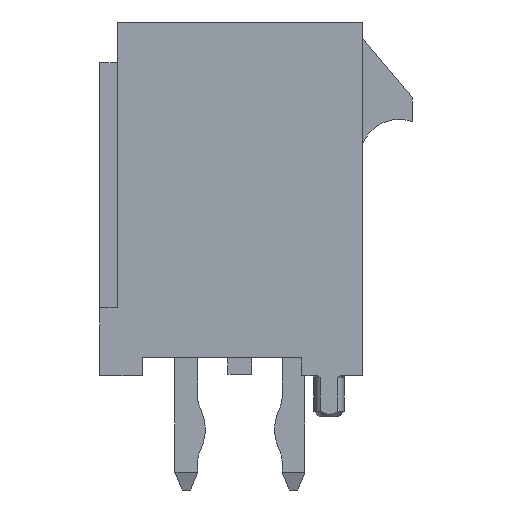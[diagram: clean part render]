
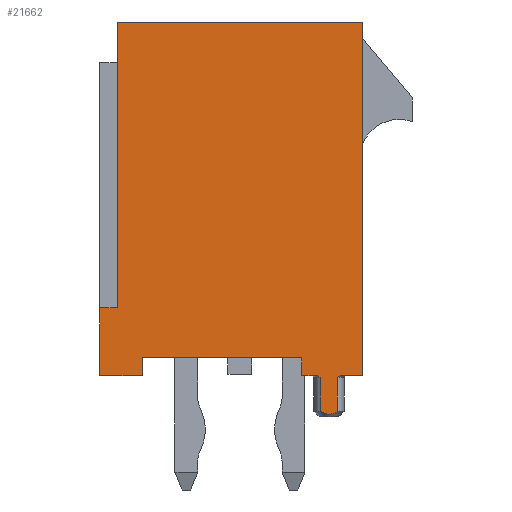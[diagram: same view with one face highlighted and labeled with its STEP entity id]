
A CAD part, left-side view. The second image highlights one B-rep face of the part: STEP entity #21662.
In plain terms, the highlighted face is planar.
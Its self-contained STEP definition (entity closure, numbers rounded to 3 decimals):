
#153=B_SPLINE_CURVE_WITH_KNOTS('',3,(#28243,#28244,#28245,#28246),
 .UNSPECIFIED.,.F.,.F.,(4,4),(0.,0.),
 .UNSPECIFIED.);
#157=B_SPLINE_CURVE_WITH_KNOTS('',3,(#28272,#28273,#28274,#28275),
 .UNSPECIFIED.,.F.,.F.,(4,4),(0.,0.),.UNSPECIFIED.);
#160=B_SPLINE_CURVE_WITH_KNOTS('',3,(#28296,#28297,#28298,#28299),
 .UNSPECIFIED.,.F.,.F.,(4,4),(0.,1.),.UNSPECIFIED.);
#1746=ORIENTED_EDGE('',*,*,#5287,.F.);
#1747=ORIENTED_EDGE('',*,*,#5282,.T.);
#1748=ORIENTED_EDGE('',*,*,#5285,.T.);
#1749=ORIENTED_EDGE('',*,*,#5275,.T.);
#1750=ORIENTED_EDGE('',*,*,#5931,.T.);
#1751=ORIENTED_EDGE('',*,*,#5929,.T.);
#1752=ORIENTED_EDGE('',*,*,#5932,.T.);
#1753=ORIENTED_EDGE('',*,*,#5933,.T.);
#1754=ORIENTED_EDGE('',*,*,#5296,.F.);
#1755=ORIENTED_EDGE('',*,*,#5291,.T.);
#1756=ORIENTED_EDGE('',*,*,#5934,.T.);
#1757=ORIENTED_EDGE('',*,*,#5909,.F.);
#1758=ORIENTED_EDGE('',*,*,#5935,.T.);
#1759=ORIENTED_EDGE('',*,*,#5370,.F.);
#1760=ORIENTED_EDGE('',*,*,#5936,.T.);
#1761=ORIENTED_EDGE('',*,*,#5267,.T.);
#5267=EDGE_CURVE('',#7516,#7517,#153,.T.);
#5275=EDGE_CURVE('',#7523,#7524,#157,.T.);
#5282=EDGE_CURVE('',#7530,#7529,#160,.T.);
#5285=EDGE_CURVE('',#7529,#7523,#9035,.T.);
#5287=EDGE_CURVE('',#7530,#7517,#9037,.T.);
#5291=EDGE_CURVE('',#7532,#7534,#9041,.T.);
#5296=EDGE_CURVE('',#7532,#7537,#9046,.T.);
#5370=EDGE_CURVE('',#7595,#7593,#9120,.T.);
#5909=EDGE_CURVE('',#7971,#7970,#9642,.T.);
#5929=EDGE_CURVE('',#7987,#7986,#9662,.T.);
#5931=EDGE_CURVE('',#7524,#7987,#9664,.T.);
#5932=EDGE_CURVE('',#7986,#7988,#9665,.T.);
#5933=EDGE_CURVE('',#7988,#7537,#9666,.T.);
#5934=EDGE_CURVE('',#7534,#7970,#9667,.T.);
#5935=EDGE_CURVE('',#7971,#7593,#9668,.T.);
#5936=EDGE_CURVE('',#7595,#7516,#9669,.T.);
#7516=VERTEX_POINT('',#28247);
#7517=VERTEX_POINT('',#28248);
#7523=VERTEX_POINT('',#28276);
#7524=VERTEX_POINT('',#28277);
#7529=VERTEX_POINT('',#28295);
#7530=VERTEX_POINT('',#28300);
#7532=VERTEX_POINT('',#28313);
#7534=VERTEX_POINT('',#28317);
#7537=VERTEX_POINT('',#28327);
#7593=VERTEX_POINT('',#28476);
#7595=VERTEX_POINT('',#28480);
#7970=VERTEX_POINT('',#29558);
#7971=VERTEX_POINT('',#29563);
#7986=VERTEX_POINT('',#29604);
#7987=VERTEX_POINT('',#29606);
#7988=VERTEX_POINT('',#29611);
#9035=LINE('',#28305,#11234);
#9037=LINE('',#28309,#11236);
#9041=LINE('',#28318,#11240);
#9046=LINE('',#28328,#11245);
#9120=LINE('',#28481,#11319);
#9642=LINE('',#29564,#11841);
#9662=LINE('',#29605,#11861);
#9664=LINE('',#29609,#11863);
#9665=LINE('',#29610,#11864);
#9666=LINE('',#29612,#11865);
#9667=LINE('',#29613,#11866);
#9668=LINE('',#29614,#11867);
#9669=LINE('',#29615,#11868);
#11234=VECTOR('',#23856,1000.);
#11236=VECTOR('',#23862,1000.);
#11240=VECTOR('',#23868,1000.);
#11245=VECTOR('',#23877,1000.);
#11319=VECTOR('',#23993,1000.);
#11841=VECTOR('',#24821,1000.);
#11861=VECTOR('',#24853,1000.);
#11863=VECTOR('',#24857,1000.);
#11864=VECTOR('',#24858,1000.);
#11865=VECTOR('',#24859,1000.);
#11866=VECTOR('',#24860,1000.);
#11867=VECTOR('',#24861,1000.);
#11868=VECTOR('',#24862,1000.);
#13226=EDGE_LOOP('',(#1746,#1747,#1748,#1749,#1750,#1751,#1752,#1753,#1754,
#1755,#1756,#1757,#1758,#1759,#1760,#1761));
#14109=FACE_BOUND('',#13226,.T.);
#14960=PLANE('',#22527);
#21662=ADVANCED_FACE('',(#14109),#14960,.T.);
#22527=AXIS2_PLACEMENT_3D('',#29608,#24855,#24856);
#23856=DIRECTION('',(0.,0.,1.));
#23862=DIRECTION('',(0.,0.,1.));
#23868=DIRECTION('',(0.,0.,-1.));
#23877=DIRECTION('',(-1.,0.,0.));
#23993=DIRECTION('',(0.,0.,1.));
#24821=DIRECTION('',(0.,0.,-1.));
#24853=DIRECTION('',(0.,0.,1.));
#24855=DIRECTION('',(0.,1.,0.));
#24856=DIRECTION('',(0.,0.,1.));
#24857=DIRECTION('',(-1.,0.,0.));
#24858=DIRECTION('',(1.,0.,0.));
#24859=DIRECTION('',(0.,0.,-1.));
#24860=DIRECTION('',(-1.,0.,0.));
#24861=DIRECTION('',(-1.,0.,0.));
#24862=DIRECTION('',(-1.,0.,0.));
#28243=CARTESIAN_POINT('',(-2.169,15.35,-4.95));
#28244=CARTESIAN_POINT('',(-2.195,15.35,-4.968));
#28245=CARTESIAN_POINT('',(-2.222,15.35,-4.984));
#28246=CARTESIAN_POINT('',(-2.249,15.35,-5.));
#28247=CARTESIAN_POINT('',(-2.169,15.35,-4.95));
#28248=CARTESIAN_POINT('',(-2.249,15.35,-5.));
#28272=CARTESIAN_POINT('',(-2.731,15.35,-5.));
#28273=CARTESIAN_POINT('',(-2.758,15.35,-4.984));
#28274=CARTESIAN_POINT('',(-2.785,15.35,-4.968));
#28275=CARTESIAN_POINT('',(-2.811,15.35,-4.95));
#28276=CARTESIAN_POINT('',(-2.731,15.35,-5.));
#28277=CARTESIAN_POINT('',(-2.811,15.35,-4.95));
#28295=CARTESIAN_POINT('',(-2.731,15.35,-5.95));
#28296=CARTESIAN_POINT('',(-2.249,15.35,-5.95));
#28297=CARTESIAN_POINT('',(-2.424,15.35,-6.05));
#28298=CARTESIAN_POINT('',(-2.554,15.35,-6.05));
#28299=CARTESIAN_POINT('',(-2.731,15.35,-5.95));
#28300=CARTESIAN_POINT('',(-2.249,15.35,-5.95));
#28305=CARTESIAN_POINT('',(-2.731,15.35,-6.1));
#28309=CARTESIAN_POINT('',(-2.249,15.35,-6.1));
#28313=CARTESIAN_POINT('',(3.93,15.35,-3.05));
#28317=CARTESIAN_POINT('',(3.93,15.35,-4.95));
#28318=CARTESIAN_POINT('',(3.93,15.35,-3.05));
#28327=CARTESIAN_POINT('',(3.43,15.35,-3.05));
#28328=CARTESIAN_POINT('',(3.93,15.35,-3.05));
#28476=CARTESIAN_POINT('',(-1.73,15.35,-4.45));
#28480=CARTESIAN_POINT('',(-1.73,15.35,-4.95));
#28481=CARTESIAN_POINT('',(-1.73,15.35,-4.95));
#29558=CARTESIAN_POINT('',(2.73,15.35,-4.95));
#29563=CARTESIAN_POINT('',(2.73,15.35,-4.45));
#29564=CARTESIAN_POINT('',(2.73,15.35,-4.45));
#29604=CARTESIAN_POINT('',(-3.43,15.35,4.95));
#29605=CARTESIAN_POINT('',(-3.43,15.35,-4.95));
#29606=CARTESIAN_POINT('',(-3.43,15.35,-4.95));
#29608=CARTESIAN_POINT('',(0.,15.35,0.));
#29609=CARTESIAN_POINT('',(3.43,15.35,-4.95));
#29610=CARTESIAN_POINT('',(-3.43,15.35,4.95));
#29611=CARTESIAN_POINT('',(3.43,15.35,4.95));
#29612=CARTESIAN_POINT('',(3.43,15.35,4.95));
#29613=CARTESIAN_POINT('',(3.43,15.35,-4.95));
#29614=CARTESIAN_POINT('',(-2.73,15.35,-4.45));
#29615=CARTESIAN_POINT('',(3.43,15.35,-4.95));
